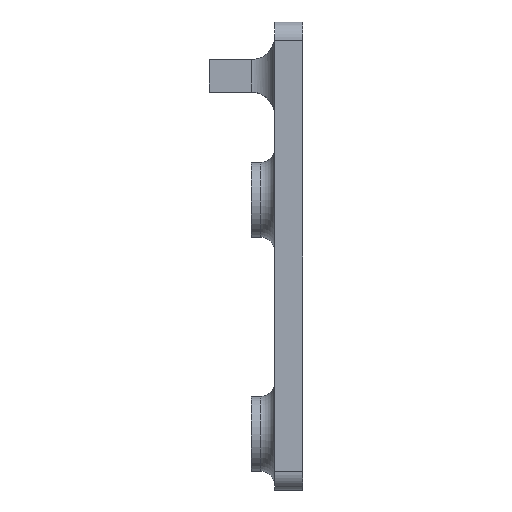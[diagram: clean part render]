
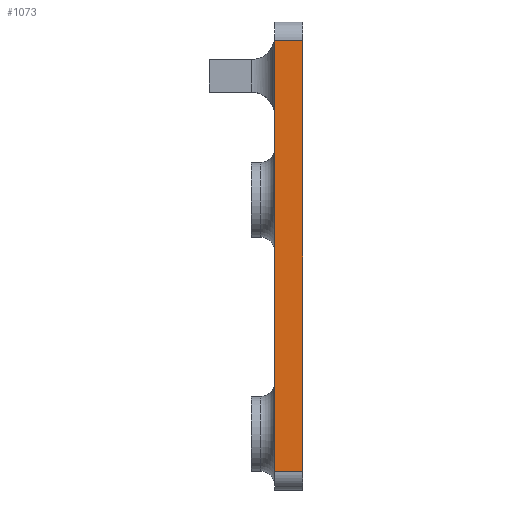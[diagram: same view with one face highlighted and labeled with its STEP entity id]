
A CAD part, left-side view. The second image highlights one B-rep face of the part: STEP entity #1073.
In plain terms, the highlighted planar face has unit normal (-1, 0, 0).
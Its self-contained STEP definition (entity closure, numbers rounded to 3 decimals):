
#109 = ORIENTED_EDGE ( 'NONE', *, *, #341, .T. ) ;
#163 = CARTESIAN_POINT ( 'NONE',  ( -32.5, 3., -48. ) ) ;
#206 = CARTESIAN_POINT ( 'NONE',  ( -32.5, 3., 0. ) ) ;
#341 = EDGE_CURVE ( 'NONE', #1335, #2319, #2076, .T. ) ;
#350 = ORIENTED_EDGE ( 'NONE', *, *, #774, .F. ) ;
#425 = DIRECTION ( 'NONE',  ( 0., 0., -1. ) ) ;
#574 = VECTOR ( 'NONE', #1849, 1000. ) ;
#611 = FACE_OUTER_BOUND ( 'NONE', #872, .T. ) ;
#712 = ORIENTED_EDGE ( 'NONE', *, *, #2174, .T. ) ;
#761 = LINE ( 'NONE', #206, #1376 ) ;
#774 = EDGE_CURVE ( 'NONE', #1335, #1293, #761, .T. ) ;
#872 = EDGE_LOOP ( 'NONE', ( #1200, #712, #350, #109 ) ) ;
#963 = DIRECTION ( 'NONE',  ( 0., -1., 0. ) ) ;
#1073 = ADVANCED_FACE ( 'NONE', ( #611 ), #1913, .F. ) ;
#1200 = ORIENTED_EDGE ( 'NONE', *, *, #1250, .T. ) ;
#1214 = CARTESIAN_POINT ( 'NONE',  ( -32.5, 3., -2. ) ) ;
#1242 = CARTESIAN_POINT ( 'NONE',  ( -32.5, 0., 0. ) ) ;
#1250 = EDGE_CURVE ( 'NONE', #2319, #1974, #1825, .T. ) ;
#1293 = VERTEX_POINT ( 'NONE', #1214 ) ;
#1335 = VERTEX_POINT ( 'NONE', #163 ) ;
#1345 = VECTOR ( 'NONE', #1998, 1000. ) ;
#1376 = VECTOR ( 'NONE', #1682, 1000. ) ;
#1531 = CARTESIAN_POINT ( 'NONE',  ( -32.5, 3., -2. ) ) ;
#1608 = CARTESIAN_POINT ( 'NONE',  ( -32.5, 0., -2. ) ) ;
#1682 = DIRECTION ( 'NONE',  ( 0., 0., 1. ) ) ;
#1729 = VECTOR ( 'NONE', #963, 1000. ) ;
#1748 = CARTESIAN_POINT ( 'NONE',  ( -32.5, 3., 0. ) ) ;
#1825 = LINE ( 'NONE', #1242, #1345 ) ;
#1849 = DIRECTION ( 'NONE',  ( 0., 1., 0. ) ) ;
#1913 = PLANE ( 'NONE',  #2413 ) ;
#1974 = VERTEX_POINT ( 'NONE', #1608 ) ;
#1998 = DIRECTION ( 'NONE',  ( 0., 0., 1. ) ) ;
#2076 = LINE ( 'NONE', #2119, #1729 ) ;
#2119 = CARTESIAN_POINT ( 'NONE',  ( -32.5, 3., -48. ) ) ;
#2174 = EDGE_CURVE ( 'NONE', #1974, #1293, #2427, .T. ) ;
#2306 = DIRECTION ( 'NONE',  ( 1., 0., 0. ) ) ;
#2319 = VERTEX_POINT ( 'NONE', #2371 ) ;
#2371 = CARTESIAN_POINT ( 'NONE',  ( -32.5, 0., -48. ) ) ;
#2413 = AXIS2_PLACEMENT_3D ( 'NONE', #1748, #2306, #425 ) ;
#2427 = LINE ( 'NONE', #1531, #574 ) ;
